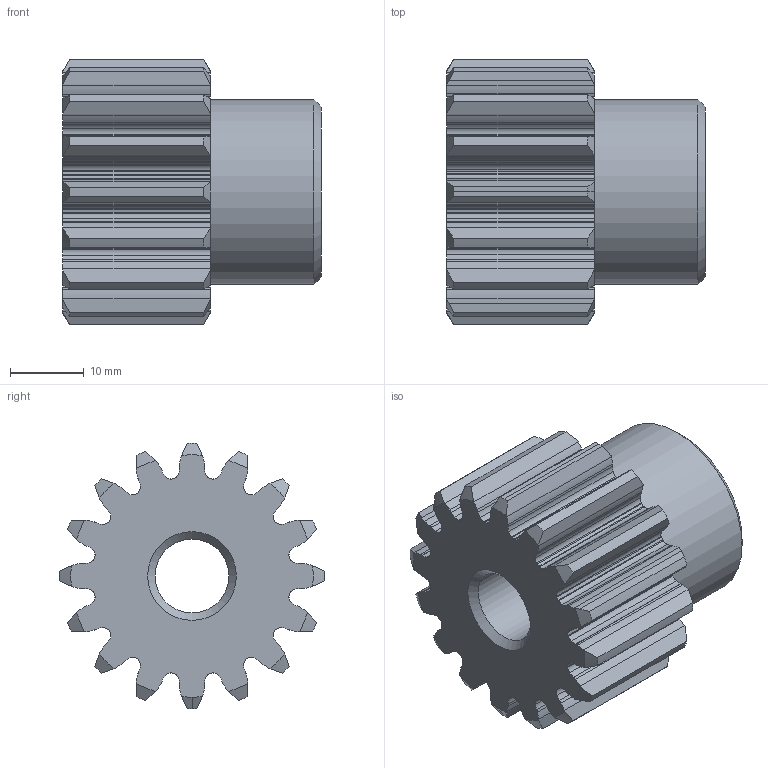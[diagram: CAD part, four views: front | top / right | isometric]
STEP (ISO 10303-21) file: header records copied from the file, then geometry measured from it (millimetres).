
FILE_DESCRIPTION(/* description */ ('Alibre Inc.'),/* implementation_level */ '2;1');
FILE_NAME(/* name */ 'export-5E16C630-487C-431D-9275-4F88D7A50D1F',/* time_stamp */ '2024-06-29T12:18:29+02:00',/* author */ (''),/* organization */ (''),/* preprocessor_version */ 'ST-DEVELOPER v17',/* originating_system */ 'Alibre',/* authorisation */ '');
FILE_SCHEMA (('AUTOMOTIVE_DESIGN'));
Length unit declared in the file: millimetre
Products named in the file (1): 401020016
Bounding box: 35 x 36 x 36 mm (x, y, z)
Volume: 20203.3 mm3; surface area: 7446.2 mm2
Topology: 1 solids, 1 shells, 277 faces, 822 edges, 548 vertices
Faces by surface type: cylinder 237, cone 37, plane 3
Full cylindrical faces by diameter (mm): 10 x1, 25 x1
Entity records: 9542 total; most frequent: CARTESIAN_POINT 1813, DIRECTION 1773, ORIENTED_EDGE 1644, EDGE_CURVE 822, AXIS2_PLACEMENT_3D 767, VERTEX_POINT 548, CIRCLE 490, EDGE_LOOP 280
